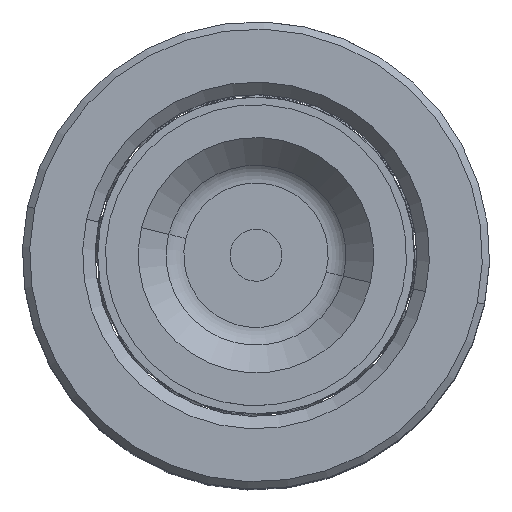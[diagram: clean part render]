
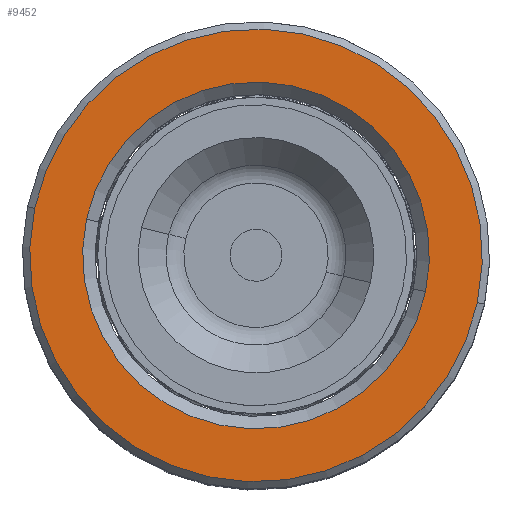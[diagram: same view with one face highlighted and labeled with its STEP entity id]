
A CAD part, top view. The second image highlights one B-rep face of the part: STEP entity #9452.
In plain terms, the highlighted planar face has unit normal (0, 0, 1).
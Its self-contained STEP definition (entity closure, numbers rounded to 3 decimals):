
#865 = DIRECTION ( 'NONE',  ( 0., 0., 1. ) ) ;
#1806 = DIRECTION ( 'NONE',  ( 0., 0., -1. ) ) ;
#1906 = EDGE_LOOP ( 'NONE', ( #9963, #11188 ) ) ;
#2314 = VERTEX_POINT ( 'NONE', #4050 ) ;
#4050 = CARTESIAN_POINT ( 'NONE',  ( 16.7, 0., 60. ) ) ;
#6130 = DIRECTION ( 'NONE',  ( 1., 0., 0. ) ) ;
#6181 = CIRCLE ( 'NONE', #11645, 21.8 ) ;
#6682 = DIRECTION ( 'NONE',  ( 1., 0., 0. ) ) ;
#6966 = AXIS2_PLACEMENT_3D ( 'NONE', #34015, #12770, #12642 ) ;
#8858 = PLANE ( 'NONE',  #30325 ) ;
#9452 = ADVANCED_FACE ( 'NONE', ( #16819, #30266 ), #8858, .T. ) ;
#9633 = CIRCLE ( 'NONE', #21781, 16.7 ) ;
#9963 = ORIENTED_EDGE ( 'NONE', *, *, #31521, .T. ) ;
#11188 = ORIENTED_EDGE ( 'NONE', *, *, #13895, .T. ) ;
#11645 = AXIS2_PLACEMENT_3D ( 'NONE', #17024, #14311, #6682 ) ;
#12642 = DIRECTION ( 'NONE',  ( 1., 0., 0. ) ) ;
#12770 = DIRECTION ( 'NONE',  ( 0., 0., 1. ) ) ;
#13895 = EDGE_CURVE ( 'NONE', #31644, #2314, #28459, .T. ) ;
#14311 = DIRECTION ( 'NONE',  ( 0., 0., 1. ) ) ;
#16407 = EDGE_LOOP ( 'NONE', ( #19380, #21734 ) ) ;
#16574 = CIRCLE ( 'NONE', #6966, 21.8 ) ;
#16819 = FACE_OUTER_BOUND ( 'NONE', #16407, .T. ) ;
#17024 = CARTESIAN_POINT ( 'NONE',  ( 0., 0., 60. ) ) ;
#18698 = CARTESIAN_POINT ( 'NONE',  ( -16.7, 0., 60. ) ) ;
#19380 = ORIENTED_EDGE ( 'NONE', *, *, #34511, .T. ) ;
#19384 = VERTEX_POINT ( 'NONE', #27911 ) ;
#19732 = DIRECTION ( 'NONE',  ( 1., 0., 0. ) ) ;
#20576 = DIRECTION ( 'NONE',  ( 1., 0., 0. ) ) ;
#21734 = ORIENTED_EDGE ( 'NONE', *, *, #30816, .T. ) ;
#21781 = AXIS2_PLACEMENT_3D ( 'NONE', #26216, #1806, #20576 ) ;
#22219 = CARTESIAN_POINT ( 'NONE',  ( 0., 0., 60. ) ) ;
#26216 = CARTESIAN_POINT ( 'NONE',  ( 0., 0., 60. ) ) ;
#27492 = CARTESIAN_POINT ( 'NONE',  ( 0., 0., 60. ) ) ;
#27725 = DIRECTION ( 'NONE',  ( 0., 0., -1. ) ) ;
#27911 = CARTESIAN_POINT ( 'NONE',  ( 21.8, 0., 60. ) ) ;
#28459 = CIRCLE ( 'NONE', #33469, 16.7 ) ;
#30266 = FACE_BOUND ( 'NONE', #1906, .T. ) ;
#30300 = VERTEX_POINT ( 'NONE', #33619 ) ;
#30325 = AXIS2_PLACEMENT_3D ( 'NONE', #22219, #865, #6130 ) ;
#30816 = EDGE_CURVE ( 'NONE', #19384, #30300, #6181, .T. ) ;
#31521 = EDGE_CURVE ( 'NONE', #2314, #31644, #9633, .T. ) ;
#31644 = VERTEX_POINT ( 'NONE', #18698 ) ;
#33469 = AXIS2_PLACEMENT_3D ( 'NONE', #27492, #27725, #19732 ) ;
#33619 = CARTESIAN_POINT ( 'NONE',  ( -21.8, 0., 60. ) ) ;
#34015 = CARTESIAN_POINT ( 'NONE',  ( 0., 0., 60. ) ) ;
#34511 = EDGE_CURVE ( 'NONE', #30300, #19384, #16574, .T. ) ;
